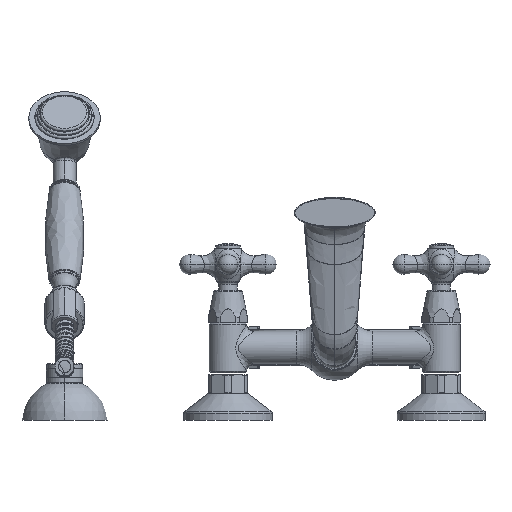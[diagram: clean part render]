
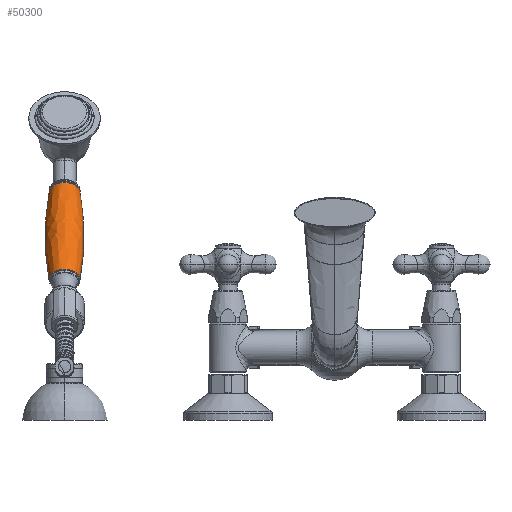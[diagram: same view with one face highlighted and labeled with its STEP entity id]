
A CAD part, front view. The second image highlights one B-rep face of the part: STEP entity #50300.
In plain terms, the highlighted free-form (B-spline) face has degree [3, 3] with [7, 4] control points.
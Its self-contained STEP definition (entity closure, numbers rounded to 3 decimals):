
#37743=CARTESIAN_POINT('',(-200.,247.153,114.459));
#37744=DIRECTION('',(0.,0.688,0.725));
#37745=DIRECTION('',(-1.,0.,0.));
#37746=AXIS2_PLACEMENT_3D('',#37743,#37744,#37745);
#37768=CARTESIAN_POINT('',(-517.042,216.7,
82.368));
#37769=DIRECTION('',(0.,-0.725,0.688));
#37770=DIRECTION('',(0.991,-0.092,-0.097));
#37771=AXIS2_PLACEMENT_3D('',#37768,#37769,#37770);
#37773=CARTESIAN_POINT('',(117.042,216.7,82.368));
#37774=DIRECTION('',(0.,0.725,-0.688));
#37775=DIRECTION('',(-0.991,-0.092,-0.097));
#37776=AXIS2_PLACEMENT_3D('',#37773,#37774,#37775);
#37778=CARTESIAN_POINT('',(-200.,186.247,50.278));
#37779=DIRECTION('',(0.,0.688,0.725));
#37780=DIRECTION('',(-1.,0.,0.));
#37781=AXIS2_PLACEMENT_3D('',#37778,#37779,#37780);
#48824=CARTESIAN_POINT('',(-211.535,247.153,
114.459));
#48825=CARTESIAN_POINT('',(-188.465,247.153,
114.459));
#48826=VERTEX_POINT('',#48824);
#48827=VERTEX_POINT('',#48825);
#48828=CARTESIAN_POINT('',(-211.535,186.247,
50.278));
#48829=CARTESIAN_POINT('',(-188.465,186.247,
50.278));
#48830=VERTEX_POINT('',#48828);
#48831=VERTEX_POINT('',#48829);
#50264=CARTESIAN_POINT('',(-188.729,248.877,
115.246));
#50265=CARTESIAN_POINT('',(-184.455,228.032,
92.889));
#50266=CARTESIAN_POINT('',(-184.455,206.786,
70.501));
#50267=CARTESIAN_POINT('',(-188.729,185.551,
48.514));
#50268=CARTESIAN_POINT('',(-188.292,243.846,
120.021));
#50269=CARTESIAN_POINT('',(-183.853,221.093,
99.474));
#50270=CARTESIAN_POINT('',(-183.853,199.847,
77.086));
#50271=CARTESIAN_POINT('',(-188.292,180.52,
53.289));
#50272=CARTESIAN_POINT('',(-193.05,240.171,
123.508));
#50273=CARTESIAN_POINT('',(-190.415,216.024,
104.284));
#50274=CARTESIAN_POINT('',(-190.415,194.779,
81.896));
#50275=CARTESIAN_POINT('',(-193.05,176.845,
56.776));
#50276=CARTESIAN_POINT('',(-200.,240.171,123.508));
#50277=CARTESIAN_POINT('',(-200.,216.024,104.284));
#50278=CARTESIAN_POINT('',(-200.,194.779,81.896));
#50279=CARTESIAN_POINT('',(-200.,176.845,56.776));
#50280=CARTESIAN_POINT('',(-206.95,240.171,
123.508));
#50281=CARTESIAN_POINT('',(-209.585,216.024,
104.284));
#50282=CARTESIAN_POINT('',(-209.585,194.779,
81.896));
#50283=CARTESIAN_POINT('',(-206.95,176.845,
56.776));
#50284=CARTESIAN_POINT('',(-211.708,243.846,
120.021));
#50285=CARTESIAN_POINT('',(-216.147,221.093,
99.474));
#50286=CARTESIAN_POINT('',(-216.147,199.847,
77.086));
#50287=CARTESIAN_POINT('',(-211.708,180.52,
53.289));
#50288=CARTESIAN_POINT('',(-211.271,248.877,
115.246));
#50289=CARTESIAN_POINT('',(-215.545,228.032,
92.889));
#50290=CARTESIAN_POINT('',(-215.545,206.786,
70.501));
#50291=CARTESIAN_POINT('',(-211.271,185.551,
48.514));
#50292=(BOUNDED_SURFACE()B_SPLINE_SURFACE(3,3,((#50264,#50265,#50266,#50267),(
#50268,#50269,#50270,#50271),(#50272,#50273,#50274,#50275),(#50276,#50277,
#50278,#50279),(#50280,#50281,#50282,#50283),(#50284,#50285,#50286,#50287),(
#50288,#50289,#50290,#50291)),.UNSPECIFIED.,.F.,.F.,.F.)B_SPLINE_SURFACE_WITH_KNOTS((4,3,4),(4,4),(0.,1.,2.),(0.,1.),.UNSPECIFIED.)GEOMETRIC_REPRESENTATION_ITEM()RATIONAL_B_SPLINE_SURFACE(((1.193,1.185,
1.185,1.193),(0.942,0.936,
0.936,0.942),(0.942,0.936,
0.936,0.942),(1.193,1.185,
1.185,1.193),(0.942,0.936,
0.936,0.942),(0.942,0.936,
0.936,0.942),(1.193,1.185,
1.185,1.193)))REPRESENTATION_ITEM('')SURFACE());
#50293=ORIENTED_EDGE('',*,*,#50184,.T.);
#50294=ORIENTED_EDGE('',*,*,#50252,.F.);
#50296=ORIENTED_EDGE('',*,*,#50295,.F.);
#50297=ORIENTED_EDGE('',*,*,#50248,.T.);
#50298=EDGE_LOOP('',(#50293,#50294,#50296,#50297));
#50299=FACE_OUTER_BOUND('',#50298,.F.);
#50300=ADVANCED_FACE('',(#50299),#50292,.T.);
#37747=CIRCLE('',#37746,11.535);
#37772=CIRCLE('',#37771,331.542);
#37777=CIRCLE('',#37776,331.542);
#37782=CIRCLE('',#37781,11.535);
#50184=EDGE_CURVE('',#48826,#48827,#37747,.T.);
#50248=EDGE_CURVE('',#48830,#48826,#37777,.T.);
#50252=EDGE_CURVE('',#48831,#48827,#37772,.T.);
#50295=EDGE_CURVE('',#48830,#48831,#37782,.T.);
